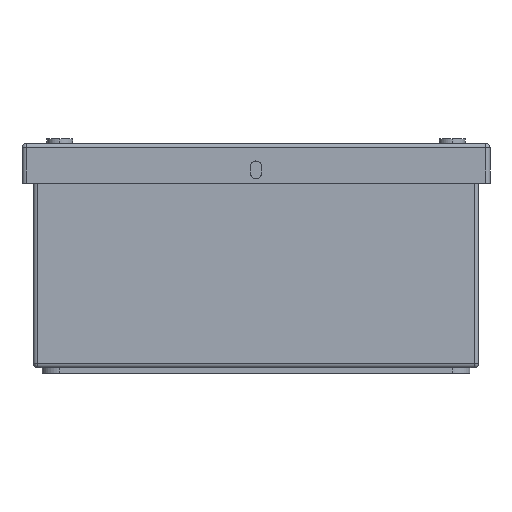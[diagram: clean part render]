
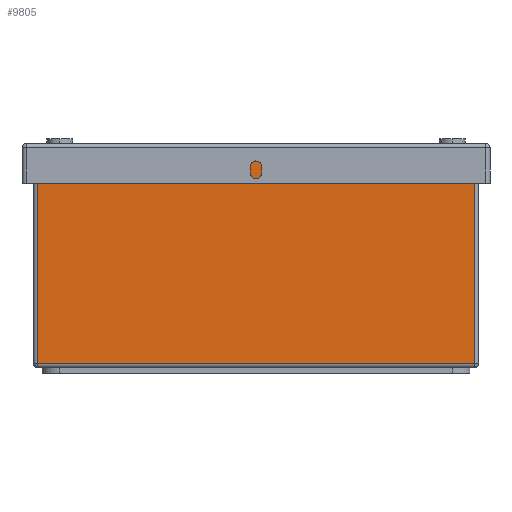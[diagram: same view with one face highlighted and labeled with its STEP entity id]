
A CAD part, left-side view. The second image highlights one B-rep face of the part: STEP entity #9805.
In plain terms, the highlighted planar face has unit normal (-1, 0, 0).
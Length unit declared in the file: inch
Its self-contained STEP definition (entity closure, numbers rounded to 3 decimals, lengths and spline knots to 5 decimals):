
#143 = CARTESIAN_POINT ( 'NONE',  ( 0., 6.19, 0.06 ) ) ;
#355 = CARTESIAN_POINT ( 'NONE',  ( 0., 0.06, 0.06 ) ) ;
#1224 = FACE_OUTER_BOUND ( 'NONE', #2761, .T. ) ;
#1359 = EDGE_CURVE ( 'NONE', #4564, #9614, #8754, .T. ) ;
#1367 = CARTESIAN_POINT ( 'NONE',  ( 0., 0.06, 3. ) ) ;
#1672 = ORIENTED_EDGE ( 'NONE', *, *, #13230, .T. ) ;
#2294 = DIRECTION ( 'NONE',  ( 0., 1., 0. ) ) ;
#2538 = EDGE_CURVE ( 'NONE', #14969, #14453, #13821, .T. ) ;
#2739 = ORIENTED_EDGE ( 'NONE', *, *, #2538, .T. ) ;
#2761 = EDGE_LOOP ( 'NONE', ( #4770, #1672, #2739, #14599 ) ) ;
#3106 = VECTOR ( 'NONE', #14936, 39.37008 ) ;
#3975 = LINE ( 'NONE', #9916, #14601 ) ;
#4564 = VERTEX_POINT ( 'NONE', #5048 ) ;
#4770 = ORIENTED_EDGE ( 'NONE', *, *, #1359, .F. ) ;
#5048 = CARTESIAN_POINT ( 'NONE',  ( 0., 0.06, 2.94 ) ) ;
#5431 = CARTESIAN_POINT ( 'NONE',  ( 0., 6.19, 2.94 ) ) ;
#6137 = PLANE ( 'NONE',  #15187 ) ;
#6190 = CARTESIAN_POINT ( 'NONE',  ( 0., 6.19, 3. ) ) ;
#7342 = DIRECTION ( 'NONE',  ( 1., 0., 0. ) ) ;
#7544 = LINE ( 'NONE', #13643, #3106 ) ;
#7708 = DIRECTION ( 'NONE',  ( 0., 0., -1. ) ) ;
#8180 = VECTOR ( 'NONE', #7708, 39.37008 ) ;
#8431 = EDGE_CURVE ( 'NONE', #14453, #9614, #3975, .T. ) ;
#8479 = CARTESIAN_POINT ( 'NONE',  ( 0., 6.19, 3. ) ) ;
#8754 = LINE ( 'NONE', #1367, #15042 ) ;
#9614 = VERTEX_POINT ( 'NONE', #355 ) ;
#9805 = ADVANCED_FACE ( 'NONE', ( #1224 ), #6137, .F. ) ;
#9916 = CARTESIAN_POINT ( 'NONE',  ( 0., 6.19, 0.06 ) ) ;
#13230 = EDGE_CURVE ( 'NONE', #4564, #14969, #7544, .T. ) ;
#13437 = DIRECTION ( 'NONE',  ( 0., 0., -1. ) ) ;
#13643 = CARTESIAN_POINT ( 'NONE',  ( 0., 6.19, 2.94 ) ) ;
#13821 = LINE ( 'NONE', #6190, #8180 ) ;
#14453 = VERTEX_POINT ( 'NONE', #143 ) ;
#14599 = ORIENTED_EDGE ( 'NONE', *, *, #8431, .T. ) ;
#14601 = VECTOR ( 'NONE', #14904, 39.37008 ) ;
#14904 = DIRECTION ( 'NONE',  ( 0., -1., 0. ) ) ;
#14936 = DIRECTION ( 'NONE',  ( 0., 1., 0. ) ) ;
#14969 = VERTEX_POINT ( 'NONE', #5431 ) ;
#15042 = VECTOR ( 'NONE', #13437, 39.37008 ) ;
#15187 = AXIS2_PLACEMENT_3D ( 'NONE', #8479, #7342, #2294 ) ;
